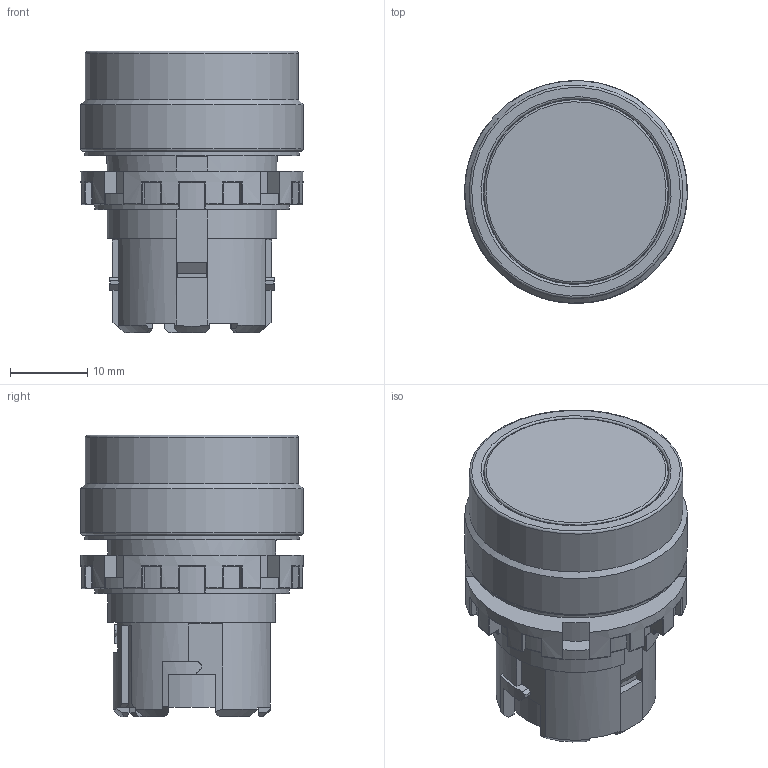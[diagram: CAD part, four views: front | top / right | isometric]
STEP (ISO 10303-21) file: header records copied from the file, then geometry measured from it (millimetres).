
FILE_DESCRIPTION( ( 'Unknown' ), '1' );
FILE_NAME( 'A204B-M1Ex-B-Solid3D-20180706.stp', 'Unknown', ( 'Unknown' ), ( 'Unknown' ), 'XStep 1.0', 'Unknown', ' ' );
FILE_SCHEMA( ( 'automotive_design' ) );
Length unit declared in the file: millimetre
Products named in the file (1): BS29M01R1-29色蓓-S
Bounding box: 28.8 x 28.8 x 36.4 mm (x, y, z)
Volume: 17007.5 mm3; surface area: 5447.5 mm2
Topology: 1 solids, 1 shells, 380 faces, 990 edges, 618 vertices
Faces by surface type: plane 165, cylinder 118, torus 48, bspline 24, extrusion 10, sphere 8, cone 7
Full cylindrical faces by diameter (mm): 22 x2, 23.8 x1, 24 x1, 26.5 x1, 27.6 x1, 27.8 x1, 28.8 x1
Entity records: 15806 total; most frequent: CARTESIAN_POINT 3628, ORIENTED_EDGE 1924, DIRECTION 1908, EDGE_CURVE 962, AXIS2_PLACEMENT_3D 717, VERTEX_POINT 611, VECTOR 474, LINE 464
